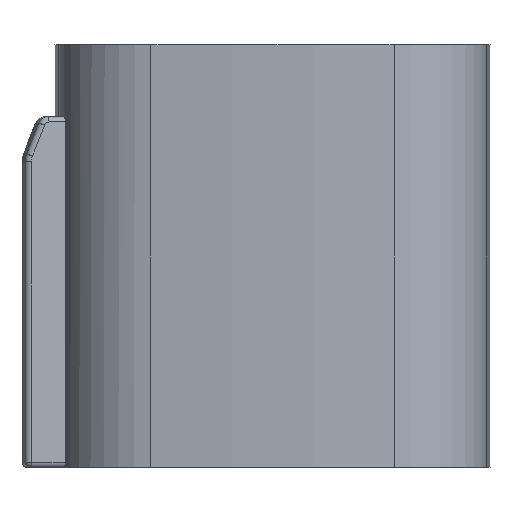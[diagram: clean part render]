
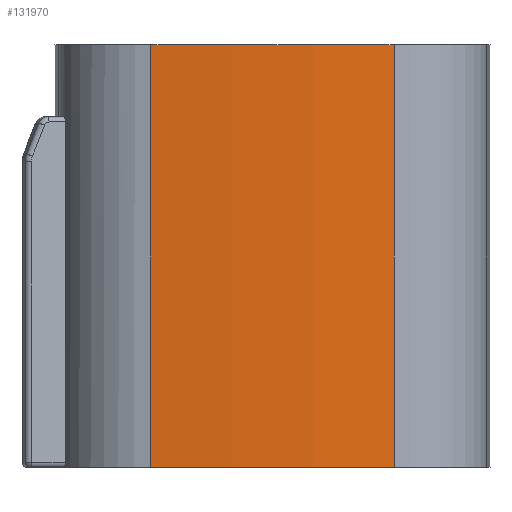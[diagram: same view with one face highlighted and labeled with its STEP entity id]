
A CAD part, left-side view. The second image highlights one B-rep face of the part: STEP entity #131970.
In plain terms, the highlighted cylindrical face has radius 55.187 mm (diameter 110.373 mm), a partial arc.
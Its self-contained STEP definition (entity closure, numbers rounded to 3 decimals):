
#580=CARTESIAN_POINT('',(77.096,-5.896,2.5));
#590=VERTEX_POINT('',#580);
#620=CARTESIAN_POINT('',(131.967,0.,
2.5));
#630=DIRECTION('',(0.,0.,1.));
#640=DIRECTION('',(-1.,0.,0.));
#650=AXIS2_PLACEMENT_3D('',#620,#630,#640);
#660=CIRCLE('',#650,55.187);
#670=CARTESIAN_POINT('',(77.096,5.896,2.5));
#680=VERTEX_POINT('',#670);
#690=EDGE_CURVE('',#680,#590,#660,.T.);
#3650=CARTESIAN_POINT('',(77.096,5.896,
4.554));
#3660=DIRECTION('',(0.,0.,-1.));
#3670=VECTOR('',#3660,1.);
#3680=LINE('',#3650,#3670);
#3690=CARTESIAN_POINT('',(77.096,5.896,-18.));
#3700=VERTEX_POINT('',#3690);
#3710=EDGE_CURVE('',#680,#3700,#3680,.T.);
#10280=CARTESIAN_POINT('',(77.096,-5.896,-18.));
#10290=VERTEX_POINT('',#10280);
#10320=CARTESIAN_POINT('',(77.096,-5.896,
4.554));
#10330=DIRECTION('',(0.,0.,-1.));
#10340=VECTOR('',#10330,1.);
#10350=LINE('',#10320,#10340);
#10360=EDGE_CURVE('',#590,#10290,#10350,.T.);
#11970=CARTESIAN_POINT('',(131.967,0.,-18.));
#11980=DIRECTION('',(0.,0.,1.));
#11990=DIRECTION('',(-1.,0.,0.));
#12000=AXIS2_PLACEMENT_3D('',#11970,#11980,#11990);
#12010=CIRCLE('',#12000,55.187);
#12020=EDGE_CURVE('',#3700,#10290,#12010,.T.);
#131860=CARTESIAN_POINT('',(131.967,0.,18.5))
;
#131870=DIRECTION('',(0.,0.,1.));
#131880=DIRECTION('',(-1.,0.,0.));
#131890=AXIS2_PLACEMENT_3D('',#131860,#131870,#131880);
#131900=CYLINDRICAL_SURFACE('',#131890,55.187);
#131910=ORIENTED_EDGE('',*,*,#10360,.F.);
#131920=ORIENTED_EDGE('',*,*,#12020,.T.);
#131930=ORIENTED_EDGE('',*,*,#3710,.T.);
#131940=ORIENTED_EDGE('',*,*,#690,.F.);
#131950=EDGE_LOOP('',(#131940,#131930,#131920,#131910));
#131960=FACE_OUTER_BOUND('',#131950,.T.);
#131970=ADVANCED_FACE('',(#131960),#131900,.T.);
